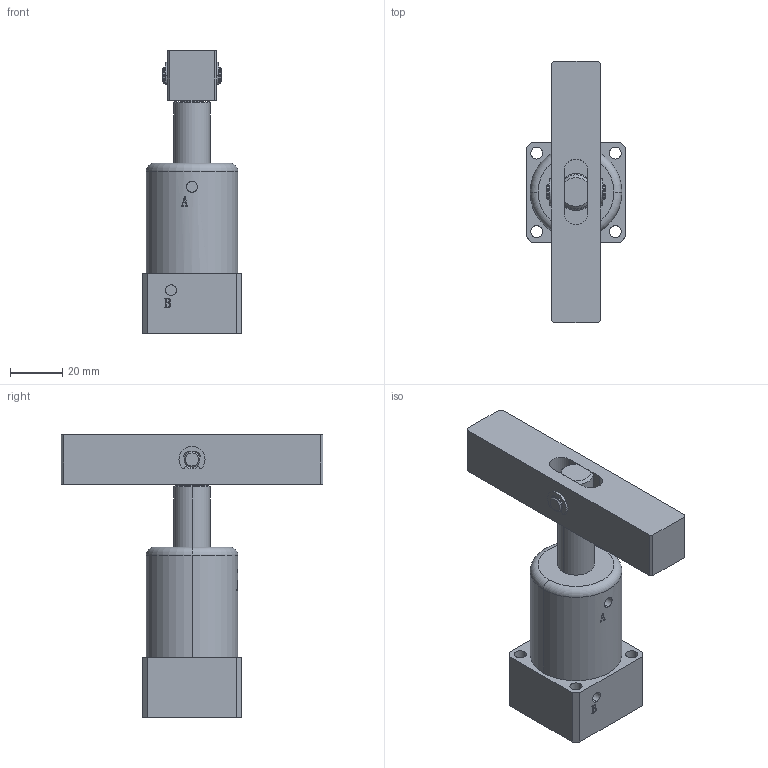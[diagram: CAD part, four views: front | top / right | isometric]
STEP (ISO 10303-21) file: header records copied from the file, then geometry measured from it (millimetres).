
FILE_DESCRIPTION (( 'STEP AP203' ), '1' );
FILE_NAME ('HASC-25D.STEP', '2019-10-14T10:08:23', ( '微软用户' ), ( '微软中国' ), 'SwSTEP 2.0', 'SolidWorks 2012', '' );
FILE_SCHEMA (( 'CONFIG_CONTROL_DESIGN' ));
Length unit declared in the file: millimetre
Products named in the file (6): HASC-25D揤旋; HCAS-25D种; HASC-25掛极; HASC-25D活塞杆; e rings gb_GB_CONNECTING_PIECE_RINGS_HR 5; HASC-25D
Assembly tree (6 placements, depth 2):
  HASC-25D
    HASC-25掛极
    HASC-25D活塞杆
    HASC-25D揤旋
    HCAS-25D种
    e rings gb_GB_CONNECTING_PIECE_RINGS_HR 5  x2
Bounding box: 38 x 100 x 108 mm (x, y, z)
Volume: 98620.8 mm3; surface area: 30451.3 mm2
Topology: 6 solids, 6 shells, 208 faces, 517 edges, 336 vertices
Faces by surface type: plane 93, cylinder 75, bspline 16, cone 16, torus 8
Entity records: 6915 total; most frequent: CARTESIAN_POINT 1880, DIRECTION 915, ORIENTED_EDGE 902, EDGE_CURVE 451, AXIS2_PLACEMENT_3D 333, VERTEX_POINT 292, VECTOR 249, LINE 249
